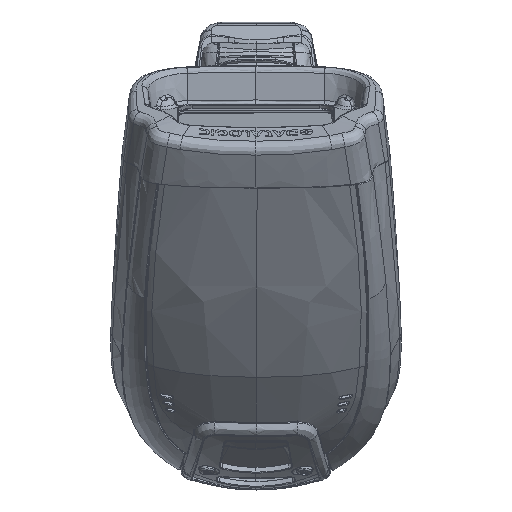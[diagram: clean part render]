
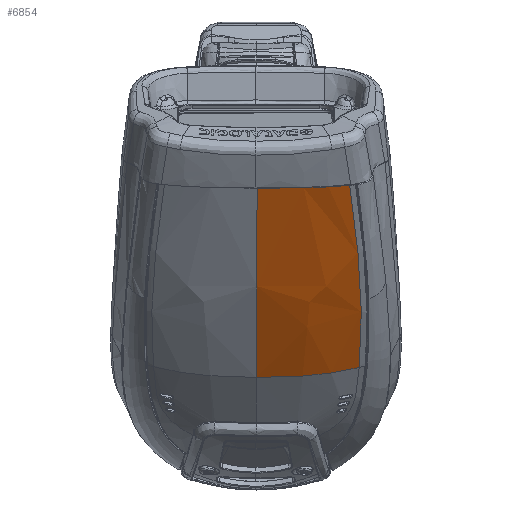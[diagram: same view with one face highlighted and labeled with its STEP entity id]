
A CAD part, top view. The second image highlights one B-rep face of the part: STEP entity #6854.
In plain terms, the highlighted free-form (B-spline) face has degree [5, 4] with [6, 9] control points.
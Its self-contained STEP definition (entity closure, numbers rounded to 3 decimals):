
#1348=B_SPLINE_SURFACE_WITH_KNOTS('',5,4,((#85204,#85205,#85206,#85207,
#85208,#85209,#85210,#85211,#85212),(#85213,#85214,#85215,#85216,#85217,
#85218,#85219,#85220,#85221),(#85222,#85223,#85224,#85225,#85226,#85227,
#85228,#85229,#85230),(#85231,#85232,#85233,#85234,#85235,#85236,#85237,
#85238,#85239),(#85240,#85241,#85242,#85243,#85244,#85245,#85246,#85247,
#85248),(#85249,#85250,#85251,#85252,#85253,#85254,#85255,#85256,#85257)),
 .UNSPECIFIED.,.F.,.F.,.F.,(6,6),(5,4,5),(0.,1.),(0.,0.01,
1.),.UNSPECIFIED.);
#6854=ADVANCED_FACE('F145145',(#8472),#1348,.T.);
#8472=FACE_OUTER_BOUND('',#9914,.T.);
#9914=EDGE_LOOP('',(#18758,#18759,#18760,#18761,#18762,#18763));
#12426=B_SPLINE_CURVE_WITH_KNOTS('',3,(#85149,#85150,#85151,#85152,#85153,
#85154),.UNSPECIFIED.,.F.,.F.,(4,2,4),(0.,0.5,1.),.UNSPECIFIED.);
#12427=B_SPLINE_CURVE_WITH_KNOTS('',4,(#85157,#85158,#85159,#85160,#85161),
 .UNSPECIFIED.,.F.,.F.,(5,5),(0.,1.),.UNSPECIFIED.);
#12428=B_SPLINE_CURVE_WITH_KNOTS('',3,(#85163,#85164,#85165,#85166),
 .UNSPECIFIED.,.F.,.F.,(4,4),(0.,1.),.UNSPECIFIED.);
#12429=B_SPLINE_CURVE_WITH_KNOTS('',3,(#85168,#85169,#85170,#85171,#85172,
#85173,#85174,#85175,#85176,#85177,#85178,#85179,#85180),.UNSPECIFIED.,
 .F.,.F.,(4,2,2,1,2,2,4),(0.,0.25,0.375,0.438,
0.469,0.5,1.),.UNSPECIFIED.);
#12430=B_SPLINE_CURVE_WITH_KNOTS('',3,(#85182,#85183,#85184,#85185,#85186,
#85187,#85188,#85189,#85190,#85191,#85192,#85193,#85194,#85195,#85196),
 .UNSPECIFIED.,.F.,.F.,(4,2,2,1,1,1,2,2,4),(0.,0.25,0.375,
0.437,0.469,0.484,0.492,
0.5,1.),.UNSPECIFIED.);
#12431=B_SPLINE_CURVE_WITH_KNOTS('',3,(#85198,#85199,#85200,#85201,#85202,
#85203),.UNSPECIFIED.,.F.,.F.,(4,2,4),(0.,0.5,1.),.UNSPECIFIED.);
#18758=ORIENTED_EDGE('',*,*,#28977,.T.);
#18759=ORIENTED_EDGE('',*,*,#28978,.T.);
#18760=ORIENTED_EDGE('',*,*,#28979,.T.);
#18761=ORIENTED_EDGE('',*,*,#28980,.T.);
#18762=ORIENTED_EDGE('',*,*,#28981,.T.);
#18763=ORIENTED_EDGE('',*,*,#28982,.T.);
#24342=VERTEX_POINT('',#85155);
#24343=VERTEX_POINT('',#85156);
#24344=VERTEX_POINT('',#85162);
#24345=VERTEX_POINT('',#85167);
#24346=VERTEX_POINT('',#85181);
#24347=VERTEX_POINT('',#85197);
#28977=EDGE_CURVE('E368368',#24342,#24343,#12426,.T.);
#28978=EDGE_CURVE('E348348',#24343,#24344,#12427,.T.);
#28979=EDGE_CURVE('E355355',#24344,#24345,#12428,.T.);
#28980=EDGE_CURVE('E354354',#24345,#24346,#12429,.T.);
#28981=EDGE_CURVE('E353353',#24346,#24347,#12430,.T.);
#28982=EDGE_CURVE('E44',#24347,#24342,#12431,.T.);
#85149=CARTESIAN_POINT('',(0.238,-15.282,200.942));
#85150=CARTESIAN_POINT('',(0.203,-23.637,195.762));
#85151=CARTESIAN_POINT('',(0.168,-31.947,190.397));
#85152=CARTESIAN_POINT('',(0.099,-48.109,179.039));
#85153=CARTESIAN_POINT('',(0.065,-55.963,173.049));
#85154=CARTESIAN_POINT('',(0.033,-63.164,166.476));
#85155=CARTESIAN_POINT('',(0.238,-15.282,200.942));
#85156=CARTESIAN_POINT('',(0.035,-63.164,166.476));
#85157=CARTESIAN_POINT('',(0.036,-63.164,166.476));
#85158=CARTESIAN_POINT('',(6.644,-63.187,166.469));
#85159=CARTESIAN_POINT('',(13.208,-62.953,166.145));
#85160=CARTESIAN_POINT('',(19.92,-62.212,165.241));
#85161=CARTESIAN_POINT('',(26.098,-60.643,163.39));
#85162=CARTESIAN_POINT('',(26.098,-60.643,163.39));
#85163=CARTESIAN_POINT('',(26.098,-60.643,163.39));
#85164=CARTESIAN_POINT('',(26.106,-60.54,163.483));
#85165=CARTESIAN_POINT('',(26.115,-60.437,163.576));
#85166=CARTESIAN_POINT('',(26.123,-60.333,163.669));
#85167=CARTESIAN_POINT('',(26.123,-60.333,163.669));
#85168=CARTESIAN_POINT('',(26.123,-60.333,163.669));
#85169=CARTESIAN_POINT('',(26.214,-59.208,164.677));
#85170=CARTESIAN_POINT('',(26.293,-58.107,165.642));
#85171=CARTESIAN_POINT('',(26.392,-56.499,167.029));
#85172=CARTESIAN_POINT('',(26.423,-55.97,167.481));
#85173=CARTESIAN_POINT('',(26.463,-55.188,168.145));
#85174=CARTESIAN_POINT('',(26.482,-54.8,168.473));
#85175=CARTESIAN_POINT('',(26.5,-54.417,168.796));
#85176=CARTESIAN_POINT('',(26.511,-54.162,169.01));
#85177=CARTESIAN_POINT('',(26.515,-54.063,169.093));
#85178=CARTESIAN_POINT('',(26.624,-51.436,171.296));
#85179=CARTESIAN_POINT('',(26.661,-48.987,173.289));
#85180=CARTESIAN_POINT('',(26.632,-46.579,175.217));
#85181=CARTESIAN_POINT('',(26.632,-46.579,175.217));
#85182=CARTESIAN_POINT('',(26.632,-46.579,175.217));
#85183=CARTESIAN_POINT('',(26.601,-44.121,177.185));
#85184=CARTESIAN_POINT('',(26.506,-41.525,179.227));
#85185=CARTESIAN_POINT('',(26.261,-37.416,182.389));
#85186=CARTESIAN_POINT('',(26.162,-36.011,183.46));
#85187=CARTESIAN_POINT('',(25.988,-33.85,185.09));
#85188=CARTESIAN_POINT('',(25.894,-32.757,185.911));
#85189=CARTESIAN_POINT('',(25.773,-31.457,186.878));
#85190=CARTESIAN_POINT('',(25.71,-30.801,187.364));
#85191=CARTESIAN_POINT('',(25.682,-30.519,187.572));
#85192=CARTESIAN_POINT('',(25.663,-30.33,187.712));
#85193=CARTESIAN_POINT('',(25.651,-30.206,187.803));
#85194=CARTESIAN_POINT('',(25.227,-25.983,190.92));
#85195=CARTESIAN_POINT('',(24.585,-20.813,194.647));
#85196=CARTESIAN_POINT('',(23.692,-14.57,198.899));
#85197=CARTESIAN_POINT('',(23.692,-14.57,198.899));
#85198=CARTESIAN_POINT('',(23.692,-14.569,198.899));
#85199=CARTESIAN_POINT('',(19.878,-14.923,199.835));
#85200=CARTESIAN_POINT('',(15.964,-15.089,200.295));
#85201=CARTESIAN_POINT('',(8.115,-15.277,200.851));
#85202=CARTESIAN_POINT('',(4.175,-15.296,200.938));
#85203=CARTESIAN_POINT('',(0.238,-15.282,200.942));
#85204=CARTESIAN_POINT('',(0.01,1.018,210.773));
#85205=CARTESIAN_POINT('',(0.084,1.018,210.773));
#85206=CARTESIAN_POINT('',(0.157,1.018,210.772));
#85207=CARTESIAN_POINT('',(0.231,1.018,210.772));
#85208=CARTESIAN_POINT('',(0.305,1.017,210.772));
#85209=CARTESIAN_POINT('',(7.694,0.991,210.765));
#85210=CARTESIAN_POINT('',(15.146,1.017,210.574));
#85211=CARTESIAN_POINT('',(22.753,1.296,209.788));
#85212=CARTESIAN_POINT('',(29.165,2.488,207.283));
#85213=CARTESIAN_POINT('',(-0.045,-12.354,202.922));
#85214=CARTESIAN_POINT('',(0.029,-12.354,202.922));
#85215=CARTESIAN_POINT('',(0.103,-12.355,202.922));
#85216=CARTESIAN_POINT('',(0.177,-12.355,202.922));
#85217=CARTESIAN_POINT('',(0.25,-12.355,202.922));
#85218=CARTESIAN_POINT('',(7.639,-12.381,202.915));
#85219=CARTESIAN_POINT('',(15.08,-12.286,202.628));
#85220=CARTESIAN_POINT('',(22.847,-12.017,201.916));
#85221=CARTESIAN_POINT('',(29.346,-10.652,199.307));
#85222=CARTESIAN_POINT('',(-0.1,-25.627,194.696));
#85223=CARTESIAN_POINT('',(-0.026,-25.627,194.696));
#85224=CARTESIAN_POINT('',(0.048,-25.628,194.696));
#85225=CARTESIAN_POINT('',(0.122,-25.628,194.696));
#85226=CARTESIAN_POINT('',(0.196,-25.628,194.696));
#85227=CARTESIAN_POINT('',(7.584,-25.654,194.689));
#85228=CARTESIAN_POINT('',(15.003,-25.502,194.331));
#85229=CARTESIAN_POINT('',(22.858,-25.204,193.633));
#85230=CARTESIAN_POINT('',(29.435,-23.677,190.966));
#85231=CARTESIAN_POINT('',(-0.155,-38.863,186.106));
#85232=CARTESIAN_POINT('',(-0.081,-38.863,186.106));
#85233=CARTESIAN_POINT('',(-0.007,-38.863,186.106));
#85234=CARTESIAN_POINT('',(0.067,-38.864,186.106));
#85235=CARTESIAN_POINT('',(0.141,-38.864,186.106));
#85236=CARTESIAN_POINT('',(7.529,-38.89,186.099));
#85237=CARTESIAN_POINT('',(14.921,-38.682,185.693));
#85238=CARTESIAN_POINT('',(22.695,-38.172,184.776));
#85239=CARTESIAN_POINT('',(29.302,-36.444,182.061));
#85240=CARTESIAN_POINT('',(-0.209,-51.723,176.919));
#85241=CARTESIAN_POINT('',(-0.135,-51.723,176.919));
#85242=CARTESIAN_POINT('',(-0.061,-51.723,176.919));
#85243=CARTESIAN_POINT('',(0.013,-51.724,176.919));
#85244=CARTESIAN_POINT('',(0.086,-51.724,176.919));
#85245=CARTESIAN_POINT('',(7.475,-51.75,176.912));
#85246=CARTESIAN_POINT('',(14.837,-51.495,176.491));
#85247=CARTESIAN_POINT('',(22.496,-50.757,175.402));
#85248=CARTESIAN_POINT('',(29.111,-48.835,172.741));
#85249=CARTESIAN_POINT('',(-0.26,-63.163,166.476));
#85250=CARTESIAN_POINT('',(-0.186,-63.163,166.476));
#85251=CARTESIAN_POINT('',(-0.112,-63.163,166.476));
#85252=CARTESIAN_POINT('',(-0.038,-63.163,166.476));
#85253=CARTESIAN_POINT('',(0.036,-63.164,166.476));
#85254=CARTESIAN_POINT('',(7.425,-63.19,166.468));
#85255=CARTESIAN_POINT('',(14.759,-62.894,166.064));
#85256=CARTESIAN_POINT('',(22.307,-61.928,164.895));
#85257=CARTESIAN_POINT('',(28.969,-59.83,162.433));
